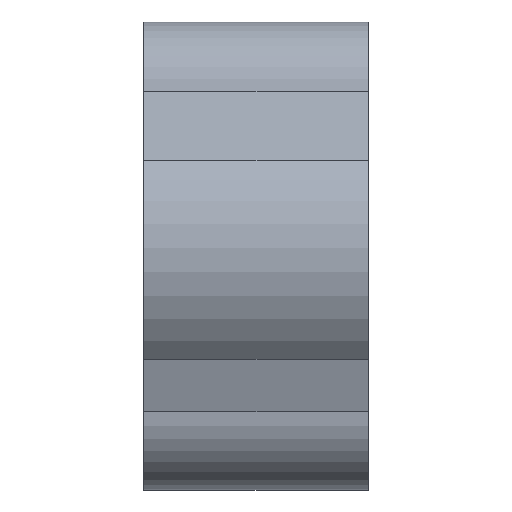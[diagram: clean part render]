
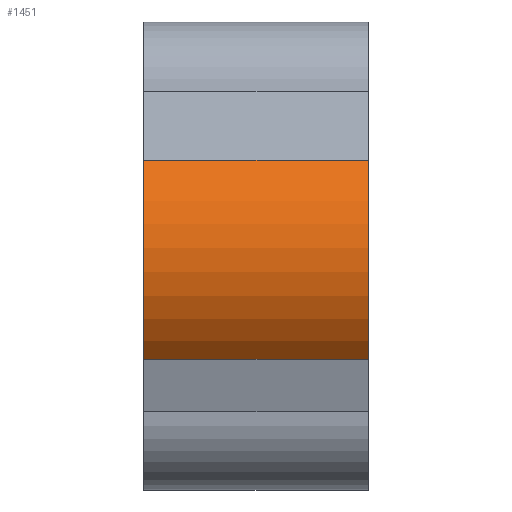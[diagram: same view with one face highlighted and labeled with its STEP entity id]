
A CAD part, left-side view. The second image highlights one B-rep face of the part: STEP entity #1451.
In plain terms, the highlighted cylindrical face has radius 9.5 mm (diameter 19 mm), a partial arc.
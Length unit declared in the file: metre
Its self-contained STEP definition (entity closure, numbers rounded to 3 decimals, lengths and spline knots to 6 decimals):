
#108=CIRCLE('',#1523,0.0095);
#125=CIRCLE('',#1550,0.0095);
#410=ORIENTED_EDGE('',*,*,#622,.F.);
#411=ORIENTED_EDGE('',*,*,#689,.T.);
#412=ORIENTED_EDGE('',*,*,#597,.T.);
#413=ORIENTED_EDGE('',*,*,#727,.T.);
#597=EDGE_CURVE('',#796,#795,#108,.T.);
#622=EDGE_CURVE('',#818,#819,#125,.T.);
#689=EDGE_CURVE('',#818,#796,#970,.T.);
#727=EDGE_CURVE('',#795,#819,#987,.T.);
#795=VERTEX_POINT('',#2175);
#796=VERTEX_POINT('',#2177);
#818=VERTEX_POINT('',#2233);
#819=VERTEX_POINT('',#2235);
#970=LINE('',#2395,#1065);
#987=LINE('',#2552,#1082);
#1065=VECTOR('',#1914,1.);
#1082=VECTOR('',#1983,1.);
#1177=EDGE_LOOP('',(#410,#411,#412,#413));
#1306=FACE_BOUND('',#1177,.T.);
#1379=CYLINDRICAL_SURFACE('',#1622,0.0095);
#1451=ADVANCED_FACE('',(#1306),#1379,.T.);
#1523=AXIS2_PLACEMENT_3D('',#2176,#1730,#1731);
#1550=AXIS2_PLACEMENT_3D('',#2234,#1792,#1793);
#1622=AXIS2_PLACEMENT_3D('',#2556,#1990,#1991);
#1730=DIRECTION('',(0.,-1.,0.));
#1731=DIRECTION('',(0.,0.,1.));
#1792=DIRECTION('',(0.,-1.,0.));
#1793=DIRECTION('',(0.,0.,1.));
#1914=DIRECTION('',(0.,1.,0.));
#1983=DIRECTION('',(0.,-1.,0.));
#1990=DIRECTION('',(0.,1.,0.));
#1991=DIRECTION('',(0.,0.,1.));
#2175=CARTESIAN_POINT('',(-0.062611,0.023063,0.083796));
#2176=CARTESIAN_POINT('',(-0.055748,0.023063,0.090364));
#2177=CARTESIAN_POINT('',(-0.062726,0.023063,0.096811));
#2233=CARTESIAN_POINT('',(-0.062726,0.008389,0.096811));
#2234=CARTESIAN_POINT('',(-0.055748,0.008389,0.090364));
#2235=CARTESIAN_POINT('',(-0.062611,0.008389,0.083796));
#2395=CARTESIAN_POINT('',(-0.062726,0.008389,0.096811));
#2552=CARTESIAN_POINT('',(-0.062611,0.023063,0.083796));
#2556=CARTESIAN_POINT('',(-0.055748,0.008379,0.090364));
